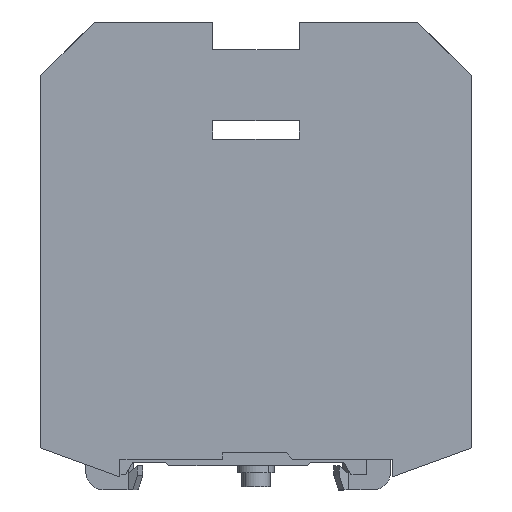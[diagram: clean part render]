
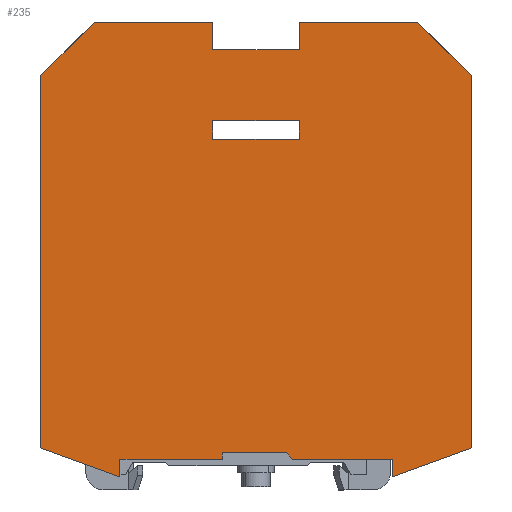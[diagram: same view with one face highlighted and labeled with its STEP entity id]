
A CAD part, left-side view. The second image highlights one B-rep face of the part: STEP entity #235.
In plain terms, the highlighted planar face has unit normal (-1, 0, 0).
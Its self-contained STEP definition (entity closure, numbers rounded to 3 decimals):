
#235=ADVANCED_FACE('',(#671,#672),#673,.T.);
#671=FACE_OUTER_BOUND('',#1323,.T.);
#672=FACE_BOUND('',#1324,.T.);
#673=PLANE('',#1325);
#1323=EDGE_LOOP('',(#1991,#1992,#1993,#1994,#1995,#1996,#1997,#1998,#1999,#2000,#2001,#2002,#2003,#2004,#2005,#2006,#2007,#2008));
#1324=EDGE_LOOP('',(#2009,#2010,#2011,#2012));
#1325=AXIS2_PLACEMENT_3D('',#2013,#2014,#2015);
#1991=ORIENTED_EDGE('',*,*,#3945,.T.);
#1992=ORIENTED_EDGE('',*,*,#3946,.F.);
#1993=ORIENTED_EDGE('',*,*,#3947,.T.);
#1994=ORIENTED_EDGE('',*,*,#3948,.T.);
#1995=ORIENTED_EDGE('',*,*,#3949,.T.);
#1996=ORIENTED_EDGE('',*,*,#3950,.T.);
#1997=ORIENTED_EDGE('',*,*,#3951,.T.);
#1998=ORIENTED_EDGE('',*,*,#3952,.F.);
#1999=ORIENTED_EDGE('',*,*,#3953,.F.);
#2000=ORIENTED_EDGE('',*,*,#3954,.T.);
#2001=ORIENTED_EDGE('',*,*,#3955,.T.);
#2002=ORIENTED_EDGE('',*,*,#3956,.T.);
#2003=ORIENTED_EDGE('',*,*,#3957,.F.);
#2004=ORIENTED_EDGE('',*,*,#3958,.T.);
#2005=ORIENTED_EDGE('',*,*,#3959,.T.);
#2006=ORIENTED_EDGE('',*,*,#3960,.T.);
#2007=ORIENTED_EDGE('',*,*,#3961,.T.);
#2008=ORIENTED_EDGE('',*,*,#3962,.T.);
#2009=ORIENTED_EDGE('',*,*,#3963,.T.);
#2010=ORIENTED_EDGE('',*,*,#3964,.T.);
#2011=ORIENTED_EDGE('',*,*,#3965,.T.);
#2012=ORIENTED_EDGE('',*,*,#3966,.T.);
#2013=CARTESIAN_POINT('',(0.,0.65,67.746));
#2014=DIRECTION('',(-1.0,0.,0.));
#2015=DIRECTION('',(0.,0.,1.0));
#3945=EDGE_CURVE('',#4738,#4739,#4740,.T.);
#3946=EDGE_CURVE('',#4741,#4739,#4742,.T.);
#3947=EDGE_CURVE('',#4741,#4743,#4744,.T.);
#3948=EDGE_CURVE('',#4743,#4745,#4746,.T.);
#3949=EDGE_CURVE('',#4745,#4747,#4748,.T.);
#3950=EDGE_CURVE('',#4747,#4749,#4750,.T.);
#3951=EDGE_CURVE('',#4749,#4751,#4752,.T.);
#3952=EDGE_CURVE('',#4753,#4751,#4754,.T.);
#3953=EDGE_CURVE('',#4755,#4753,#4756,.T.);
#3954=EDGE_CURVE('',#4755,#4757,#4758,.T.);
#3955=EDGE_CURVE('',#4757,#4759,#4760,.T.);
#3956=EDGE_CURVE('',#4759,#4761,#4762,.T.);
#3957=EDGE_CURVE('',#4763,#4761,#4764,.T.);
#3958=EDGE_CURVE('',#4763,#4765,#4766,.T.);
#3959=EDGE_CURVE('',#4765,#4767,#4768,.T.);
#3960=EDGE_CURVE('',#4767,#4769,#4770,.T.);
#3961=EDGE_CURVE('',#4769,#4771,#4772,.T.);
#3962=EDGE_CURVE('',#4771,#4738,#4773,.T.);
#3963=EDGE_CURVE('',#4774,#4775,#4776,.T.);
#3964=EDGE_CURVE('',#4775,#4777,#4778,.T.);
#3965=EDGE_CURVE('',#4777,#4779,#4780,.T.);
#3966=EDGE_CURVE('',#4779,#4774,#4781,.T.);
#4738=VERTEX_POINT('',#5903);
#4739=VERTEX_POINT('',#5904);
#4740=LINE('',#5905,#5906);
#4741=VERTEX_POINT('',#5907);
#4742=LINE('',#5908,#5909);
#4743=VERTEX_POINT('',#5910);
#4744=LINE('',#5911,#5912);
#4745=VERTEX_POINT('',#5913);
#4746=LINE('',#5914,#5915);
#4747=VERTEX_POINT('',#5916);
#4748=LINE('',#5917,#5918);
#4749=VERTEX_POINT('',#5919);
#4750=LINE('',#5920,#5921);
#4751=VERTEX_POINT('',#5922);
#4752=LINE('',#5923,#5924);
#4753=VERTEX_POINT('',#5925);
#4754=LINE('',#5926,#5927);
#4755=VERTEX_POINT('',#5928);
#4756=LINE('',#5929,#5930);
#4757=VERTEX_POINT('',#5931);
#4758=LINE('',#5932,#5933);
#4759=VERTEX_POINT('',#5934);
#4760=LINE('',#5935,#5936);
#4761=VERTEX_POINT('',#5937);
#4762=LINE('',#5938,#5939);
#4763=VERTEX_POINT('',#5940);
#4764=LINE('',#5941,#5942);
#4765=VERTEX_POINT('',#5943);
#4766=LINE('',#5944,#5945);
#4767=VERTEX_POINT('',#5946);
#4768=LINE('',#5947,#5948);
#4769=VERTEX_POINT('',#5949);
#4770=LINE('',#5950,#5951);
#4771=VERTEX_POINT('',#5952);
#4772=LINE('',#5953,#5954);
#4773=LINE('',#5955,#5956);
#4774=VERTEX_POINT('',#5957);
#4775=VERTEX_POINT('',#5958);
#4776=LINE('',#5959,#5960);
#4777=VERTEX_POINT('',#5961);
#4778=LINE('',#5962,#5963);
#4779=VERTEX_POINT('',#5964);
#4780=LINE('',#5965,#5966);
#4781=LINE('',#5967,#5968);
#5903=CARTESIAN_POINT('',(0.,40.7,5.));
#5904=CARTESIAN_POINT('',(0.,40.7,6.1));
#5905=CARTESIAN_POINT('',(0.,40.7,84.9));
#5906=VECTOR('',#7532,1.0);
#5907=CARTESIAN_POINT('',(0.,30.2,6.1));
#5908=CARTESIAN_POINT('',(0.,10.0,6.1));
#5909=VECTOR('',#7533,1.0);
#5910=CARTESIAN_POINT('',(0.,29.195,5.));
#5911=CARTESIAN_POINT('',(0.,102.174,84.9));
#5912=VECTOR('',#7534,1.0);
#5913=CARTESIAN_POINT('',(0.,12.966,5.));
#5914=CARTESIAN_POINT('',(0.,10.0,5.));
#5915=VECTOR('',#7535,1.0);
#5916=CARTESIAN_POINT('',(0.,12.966,2.151));
#5917=CARTESIAN_POINT('',(0.,12.966,84.9));
#5918=VECTOR('',#7536,1.0);
#5919=CARTESIAN_POINT('',(0.,0.,6.87));
#5920=CARTESIAN_POINT('',(0.,10.0,3.23));
#5921=VECTOR('',#7537,1.0);
#5922=CARTESIAN_POINT('',(0.,0.,67.7));
#5923=CARTESIAN_POINT('',(0.,0.,83.5));
#5924=VECTOR('',#7538,1.0);
#5925=CARTESIAN_POINT('',(0.0,8.8,76.5));
#5926=CARTESIAN_POINT('',(0.0,10.,77.7));
#5927=VECTOR('',#7539,1.0);
#5928=CARTESIAN_POINT('',(0.,28.1,76.5));
#5929=CARTESIAN_POINT('',(0.0,10.,76.5));
#5930=VECTOR('',#7540,1.0);
#5931=CARTESIAN_POINT('',(0.,28.1,72.));
#5932=CARTESIAN_POINT('',(0.,28.1,84.9));
#5933=VECTOR('',#7541,1.0);
#5934=CARTESIAN_POINT('',(0.,42.3,72.));
#5935=CARTESIAN_POINT('',(0.0,10.,72.));
#5936=VECTOR('',#7542,1.0);
#5937=CARTESIAN_POINT('',(0.,42.3,76.5));
#5938=CARTESIAN_POINT('',(0.,42.3,84.9));
#5939=VECTOR('',#7543,1.0);
#5940=CARTESIAN_POINT('',(0.,61.6,76.5));
#5941=CARTESIAN_POINT('',(0.0,10.,76.5));
#5942=VECTOR('',#7544,1.0);
#5943=CARTESIAN_POINT('',(0.,70.4,67.7));
#5944=CARTESIAN_POINT('',(0.,54.6,83.5));
#5945=VECTOR('',#7545,1.0);
#5946=CARTESIAN_POINT('',(0.,70.4,6.87));
#5947=CARTESIAN_POINT('',(0.,70.4,83.5));
#5948=VECTOR('',#7546,1.0);
#5949=CARTESIAN_POINT('',(0.,57.434,2.151));
#5950=CARTESIAN_POINT('',(0.,10.,-15.114));
#5951=VECTOR('',#7547,1.0);
#5952=CARTESIAN_POINT('',(0.,57.434,5.));
#5953=CARTESIAN_POINT('',(0.,57.434,84.9));
#5954=VECTOR('',#7548,1.0);
#5955=CARTESIAN_POINT('',(0.,10.0,5.));
#5956=VECTOR('',#7549,1.0);
#5957=CARTESIAN_POINT('',(0.,42.3,60.35));
#5958=CARTESIAN_POINT('',(0.,28.1,60.35));
#5959=CARTESIAN_POINT('',(0.0,10.,60.35));
#5960=VECTOR('',#7550,1.0);
#5961=CARTESIAN_POINT('',(0.,28.1,57.35));
#5962=CARTESIAN_POINT('',(0.,28.1,84.9));
#5963=VECTOR('',#7551,1.0);
#5964=CARTESIAN_POINT('',(0.,42.3,57.35));
#5965=CARTESIAN_POINT('',(0.0,10.,57.35));
#5966=VECTOR('',#7552,1.0);
#5967=CARTESIAN_POINT('',(0.,42.3,84.9));
#5968=VECTOR('',#7553,1.0);
#7532=DIRECTION('',(0.,0.,1.0));
#7533=DIRECTION('',(0.,1.0,0.));
#7534=DIRECTION('',(0.,-0.674,-0.738));
#7535=DIRECTION('',(0.,-1.0,0.));
#7536=DIRECTION('',(0.,0.,-1.0));
#7537=DIRECTION('',(0.,-0.94,0.342));
#7538=DIRECTION('',(0.,0.,1.0));
#7539=DIRECTION('',(0.,-0.707,-0.707));
#7540=DIRECTION('',(0.,-1.0,0.));
#7541=DIRECTION('',(0.,0.,-1.0));
#7542=DIRECTION('',(0.,1.0,0.));
#7543=DIRECTION('',(0.,0.,1.0));
#7544=DIRECTION('',(0.,-1.0,0.));
#7545=DIRECTION('',(0.,0.707,-0.707));
#7546=DIRECTION('',(0.,0.,-1.0));
#7547=DIRECTION('',(0.,-0.94,-0.342));
#7548=DIRECTION('',(0.,0.,1.0));
#7549=DIRECTION('',(0.,-1.0,0.));
#7550=DIRECTION('',(0.,-1.0,0.));
#7551=DIRECTION('',(0.,0.,-1.0));
#7552=DIRECTION('',(0.,1.0,0.));
#7553=DIRECTION('',(0.,0.,1.0));
